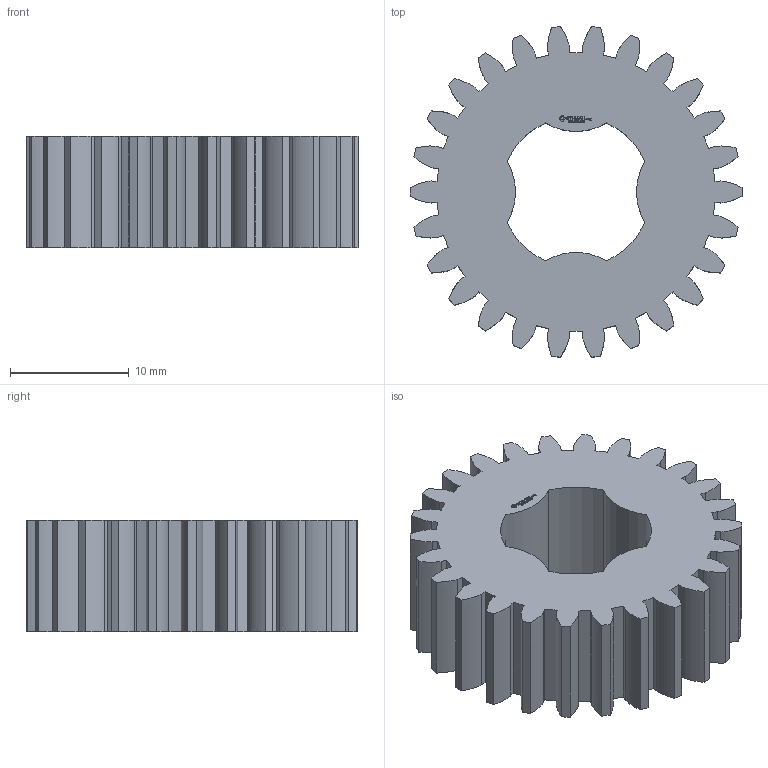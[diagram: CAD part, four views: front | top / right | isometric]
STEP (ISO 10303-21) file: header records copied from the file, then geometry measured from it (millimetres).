
FILE_DESCRIPTION(('FreeCAD Model'),'2;1');
FILE_NAME('Open CASCADE Shape Model','2024-03-09T18:39:19',(''),(''), 'Open CASCADE STEP processor 7.6','FreeCAD','Unknown');
FILE_SCHEMA(('AUTOMOTIVE_DESIGN { 1 0 10303 214 1 1 1 1 }'));
Length unit declared in the file: millimetre
Products named in the file (1): Gear Wheel PLN TTH26 BU00.75 SFT-SHD - SPN-GWH-0083 (stemfie.org)
Bounding box: 27.99 x 27.87 x 9.38 mm (x, y, z)
Volume: 3864.9 mm3; surface area: 2801.3 mm2
Topology: 1 solids, 1 shells, 662 faces, 1884 edges, 1256 vertices
Faces by surface type: extrusion 338, plane 316, cylinder 8
Entity records: 55355 total; most frequent: CARTESIAN_POINT 15391, DIRECTION 5304, VECTOR 4606, LINE 4268, ORIENTED_EDGE 3768, PCURVE 3768, DEFINITIONAL_REPRESENTATION 3768, EDGE_CURVE 1884
